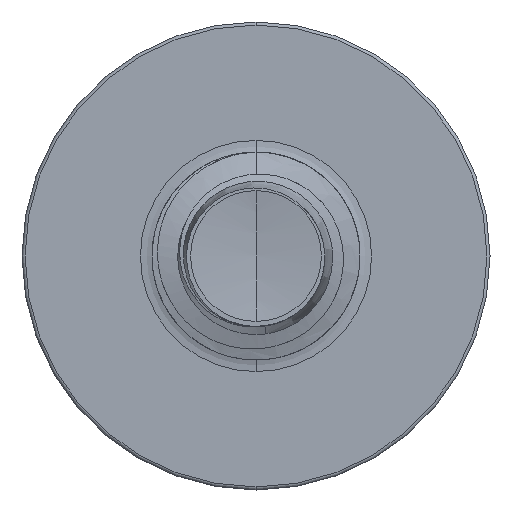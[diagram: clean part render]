
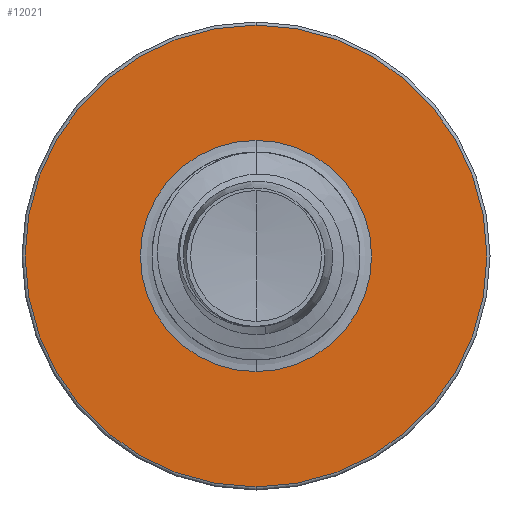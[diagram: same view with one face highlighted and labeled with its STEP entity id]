
A CAD part, front view. The second image highlights one B-rep face of the part: STEP entity #12021.
In plain terms, the highlighted planar face has unit normal (0, -1, 0).
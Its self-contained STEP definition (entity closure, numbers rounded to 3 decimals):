
#262 = DIRECTION ( 'NONE',  ( 0., 0., 1. ) ) ;
#265 = DIRECTION ( 'NONE',  ( 0., 1., 0. ) ) ;
#312 = CARTESIAN_POINT ( 'NONE',  ( 0., 5.5, 0. ) ) ;
#855 = FACE_OUTER_BOUND ( 'NONE', #5272, .T. ) ;
#2032 = EDGE_CURVE ( 'NONE', #17385, #18282, #11691, .T. ) ;
#2067 = AXIS2_PLACEMENT_3D ( 'NONE', #14009, #13996, #13939 ) ;
#2636 = EDGE_CURVE ( 'NONE', #2997, #9318, #14854, .T. ) ;
#2721 = CARTESIAN_POINT ( 'NONE',  ( 0., 5.5, 2.22 ) ) ;
#2997 = VERTEX_POINT ( 'NONE', #9119 ) ;
#3294 = EDGE_CURVE ( 'NONE', #9318, #2997, #10244, .T. ) ;
#3333 = ORIENTED_EDGE ( 'NONE', *, *, #3898, .F. ) ;
#3898 = EDGE_CURVE ( 'NONE', #18282, #17385, #12408, .T. ) ;
#5272 = EDGE_LOOP ( 'NONE', ( #3333, #17667 ) ) ;
#5752 = AXIS2_PLACEMENT_3D ( 'NONE', #7815, #7795, #7771 ) ;
#6346 = DIRECTION ( 'NONE',  ( 0., 0., 1. ) ) ;
#6371 = DIRECTION ( 'NONE',  ( 0., 1., 0. ) ) ;
#6399 = CARTESIAN_POINT ( 'NONE',  ( 0., 5.5, -1.112 ) ) ;
#6470 = PLANE ( 'NONE',  #7781 ) ;
#6473 = DIRECTION ( 'NONE',  ( 0., 0., 1. ) ) ;
#6478 = DIRECTION ( 'NONE',  ( 0., 1., 0. ) ) ;
#6495 = CARTESIAN_POINT ( 'NONE',  ( 0., 5.5, 0. ) ) ;
#7771 = DIRECTION ( 'NONE',  ( 0., 0., 1. ) ) ;
#7781 = AXIS2_PLACEMENT_3D ( 'NONE', #6399, #6371, #6346 ) ;
#7795 = DIRECTION ( 'NONE',  ( 0., 1., 0. ) ) ;
#7815 = CARTESIAN_POINT ( 'NONE',  ( 0., 5.5, 0. ) ) ;
#7946 = ORIENTED_EDGE ( 'NONE', *, *, #3294, .T. ) ;
#9119 = CARTESIAN_POINT ( 'NONE',  ( 0., 5.5, -1.112 ) ) ;
#9199 = AXIS2_PLACEMENT_3D ( 'NONE', #6495, #6478, #6473 ) ;
#9222 = FACE_BOUND ( 'NONE', #17785, .T. ) ;
#9318 = VERTEX_POINT ( 'NONE', #15331 ) ;
#10244 = CIRCLE ( 'NONE', #5752, 1.112 ) ;
#11691 = CIRCLE ( 'NONE', #12671, 2.22 ) ;
#12021 = ADVANCED_FACE ( 'NONE', ( #855, #9222 ), #6470, .F. ) ;
#12408 = CIRCLE ( 'NONE', #9199, 2.22 ) ;
#12671 = AXIS2_PLACEMENT_3D ( 'NONE', #312, #265, #262 ) ;
#13939 = DIRECTION ( 'NONE',  ( 0., 0., 1. ) ) ;
#13996 = DIRECTION ( 'NONE',  ( 0., 1., 0. ) ) ;
#14009 = CARTESIAN_POINT ( 'NONE',  ( 0., 5.5, 0. ) ) ;
#14854 = CIRCLE ( 'NONE', #2067, 1.112 ) ;
#15160 = ORIENTED_EDGE ( 'NONE', *, *, #2636, .T. ) ;
#15331 = CARTESIAN_POINT ( 'NONE',  ( 0., 5.5, 1.112 ) ) ;
#17385 = VERTEX_POINT ( 'NONE', #17763 ) ;
#17667 = ORIENTED_EDGE ( 'NONE', *, *, #2032, .F. ) ;
#17763 = CARTESIAN_POINT ( 'NONE',  ( 0., 5.5, -2.22 ) ) ;
#17785 = EDGE_LOOP ( 'NONE', ( #7946, #15160 ) ) ;
#18282 = VERTEX_POINT ( 'NONE', #2721 ) ;
